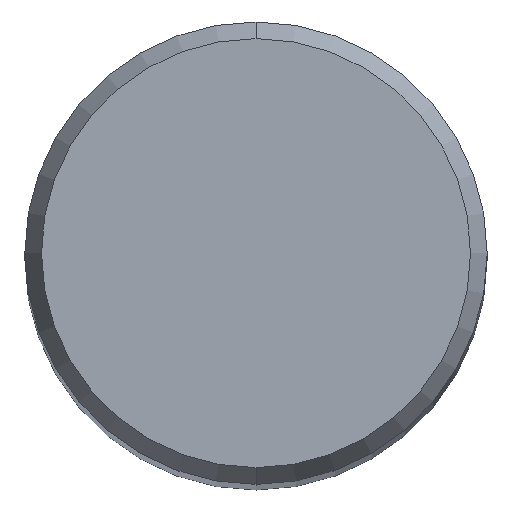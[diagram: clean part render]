
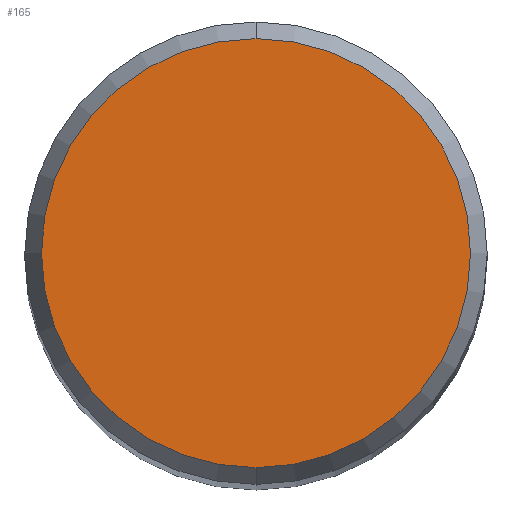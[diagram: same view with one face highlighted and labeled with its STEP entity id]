
A CAD part, top view. The second image highlights one B-rep face of the part: STEP entity #165.
In plain terms, the highlighted planar face has unit normal (0, 0, 1).
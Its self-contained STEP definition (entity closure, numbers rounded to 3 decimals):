
#127=VERTEX_POINT('',#345);
#165=ADVANCED_FACE('',(#388),#389,.T.);
#195=VERTEX_POINT('',#424);
#207=EDGE_CURVE('',#195,#127,#436,.T.);
#265=EDGE_CURVE('',#127,#195,#502,.T.);
#345=CARTESIAN_POINT('',(0.0,5.892,0.));
#388=FACE_OUTER_BOUND('',#635,.T.);
#389=PLANE('',#636);
#424=CARTESIAN_POINT('',(0.,-5.892,0.));
#436=CIRCLE('',#696,5.892);
#502=CIRCLE('',#781,5.892);
#635=EDGE_LOOP('',(#938,#939));
#636=AXIS2_PLACEMENT_3D('',#940,#941,#942);
#696=AXIS2_PLACEMENT_3D('',#998,#999,#1000);
#781=AXIS2_PLACEMENT_3D('',#1077,#1078,#1079);
#938=ORIENTED_EDGE('',*,*,#265,.F.);
#939=ORIENTED_EDGE('',*,*,#207,.F.);
#940=CARTESIAN_POINT('',(0.0,2.946,0.));
#941=DIRECTION('',(-0.0,0.0,1.0));
#942=DIRECTION('',(0.0,-1.0,0.0));
#998=CARTESIAN_POINT('',(0.0,0.0,0.));
#999=DIRECTION('',(0.0,0.0,-1.0));
#1000=DIRECTION('',(0.0,1.0,0.0));
#1077=CARTESIAN_POINT('',(0.0,0.0,0.));
#1078=DIRECTION('',(0.0,0.0,-1.0));
#1079=DIRECTION('',(0.0,1.0,0.0));
